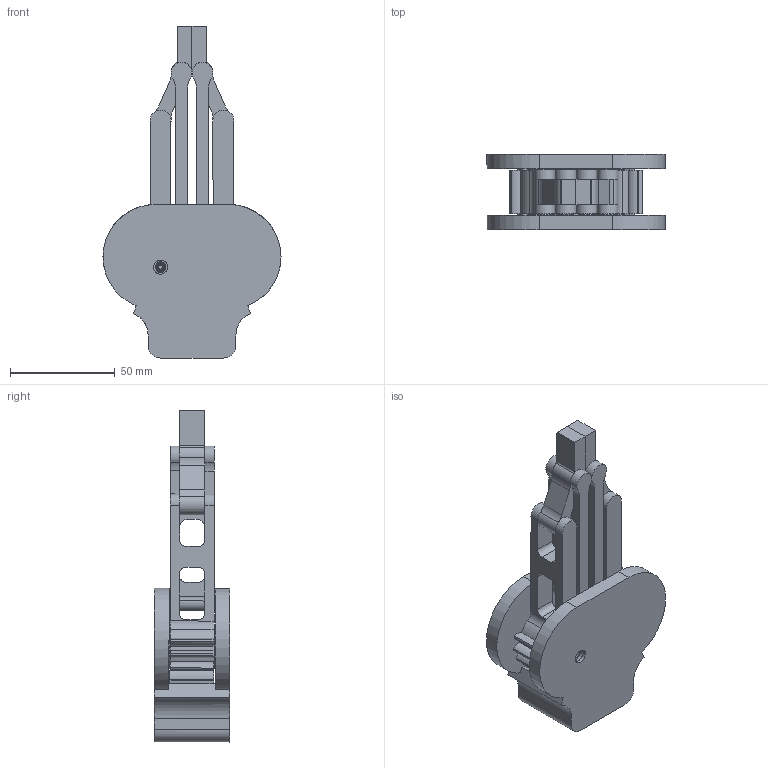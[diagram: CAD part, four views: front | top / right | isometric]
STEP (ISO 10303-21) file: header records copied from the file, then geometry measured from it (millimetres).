
FILE_DESCRIPTION(('CATIA V5 STEP Exchange'),'2;1');
FILE_NAME('Prototip_1.stp','2023-07-11T01:27:54+00:00',('none'),('none'),'CATIA Version 5-6 Release 2017','CATIA V5 STEP AP203','none');
FILE_SCHEMA(('CONFIG_CONTROL_DESIGN'));
Length unit declared in the file: millimetre
Products named in the file (13): Product1; SKF_BA 3.catproduct; SKF_BA 3.catproduct.1; SKF_BA 7.catproduct; SKF_BA 7.catproduct.1; SKF_BA 7.catproduct.1.2; SKF_BA 7.catproduct.1.2.3; SKF_W 637_2-2Z.catproduct; SKF_W 637_2-2Z.catproduct.1; SKF_W 638_2 X-2Z.catproduct; SKF_WBB1-8705-2Z.catproduct; SKF_BA 3.catproduct.1.2; SKF_BA 3.catproduct.1.2.3
Assembly tree (137 placements, depth 3):
  Product1
    #57
    #1965  x2
    #2915  x2
    #3543
    #5831
    SKF_BA 3.catproduct
      #8272  x6
      #8410
      #8913
      #9486
    SKF_BA 3.catproduct.1
      #8272  x6
      #8410
      #8913
      #9486
    SKF_BA 7.catproduct
      #10656  x8
      #10826
      #11333
      #11910
    SKF_BA 7.catproduct.1
      #10656  x8
      #10826
      #11333
      #11910
    SKF_BA 7.catproduct.1.2
      #10656  x8
      #10826
      #11333
      #11910
    SKF_BA 7.catproduct.1.2.3
      #10656  x8
      #10826
      #11333
      #11910
    SKF_W 637_2-2Z.catproduct
      #13710  x8
      #13868
      #14979
    SKF_W 637_2-2Z.catproduct.1
      #13710  x8
      #13868
      #14979
    SKF_W 638_2 X-2Z.catproduct
      #16689  x6
      #16821
      #17936
    SKF_WBB1-8705-2Z.catproduct
      #19502  x8
      #19666
      #20797
    SKF_BA 3.catproduct.1.2
      #8272  x6
      #8410
      #8913
      #9486
    SKF_BA 3.catproduct.1.2.3
      #8272  x6
      #8410
Bounding box: 85 x 36.11 x 158.51 mm (x, y, z)
Volume: 138514.2 mm3; surface area: 68167.6 mm2
Topology: 125 solids, 125 shells, 1191 faces, 2922 edges, 1682 vertices
Faces by surface type: cylinder 518, torus 240, plane 181, sphere 172, cone 80
Entity records: 22447 total; most frequent: CARTESIAN_POINT 8626, ORIENTED_EDGE 2842, DIRECTION 2282, EDGE_CURVE 1421, AXIS2_PLACEMENT_3D 1170, VERTEX_POINT 902, B_SPLINE_CURVE_WITH_KNOTS 737, EDGE_LOOP 695
